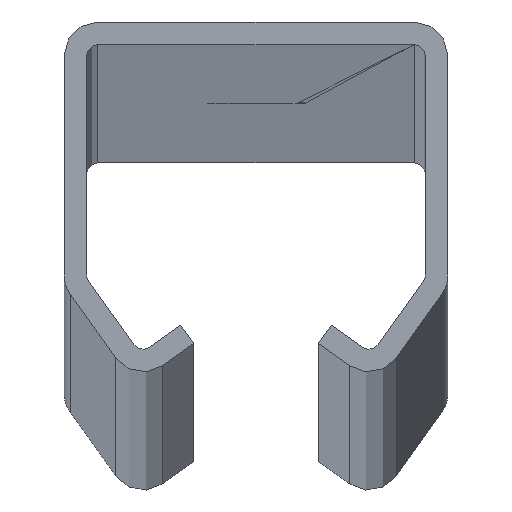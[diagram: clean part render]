
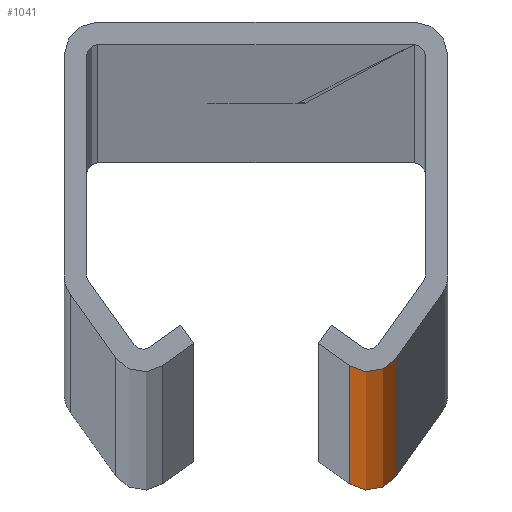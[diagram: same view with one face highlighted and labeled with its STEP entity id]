
A CAD part, top view. The second image highlights one B-rep face of the part: STEP entity #1041.
In plain terms, the highlighted cylindrical face has radius 3 mm (diameter 6 mm), a partial arc.
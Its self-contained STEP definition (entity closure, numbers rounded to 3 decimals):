
#243 = LINE ( 'NONE', #11770, #394 ) ;
#394 = VECTOR ( 'NONE', #6759, 1000. ) ;
#1041 = ADVANCED_FACE ( 'NONE', ( #11323 ), #3207, .T. ) ;
#1380 = EDGE_CURVE ( 'NONE', #1796, #8580, #12081, .T. ) ;
#1796 = VERTEX_POINT ( 'NONE', #9138 ) ;
#2061 = AXIS2_PLACEMENT_3D ( 'NONE', #4942, #9082, #5990 ) ;
#2682 = CARTESIAN_POINT ( 'NONE',  ( 12.44, 1.255, 3000. ) ) ;
#3207 = CYLINDRICAL_SURFACE ( 'NONE', #12327, 3. ) ;
#3315 = DIRECTION ( 'NONE',  ( 0., 0., 1. ) ) ;
#4280 = VERTEX_POINT ( 'NONE', #7958 ) ;
#4361 = CARTESIAN_POINT ( 'NONE',  ( 10., 3., -3000. ) ) ;
#4942 = CARTESIAN_POINT ( 'NONE',  ( 10., 3., 3000. ) ) ;
#5278 = VECTOR ( 'NONE', #5571, 1000. ) ;
#5571 = DIRECTION ( 'NONE',  ( 0., 0., -1. ) ) ;
#5782 = EDGE_LOOP ( 'NONE', ( #12469, #7770, #10048, #11541 ) ) ;
#5990 = DIRECTION ( 'NONE',  ( -1., 0., 0. ) ) ;
#6651 = CARTESIAN_POINT ( 'NONE',  ( 10., 3., 3000. ) ) ;
#6759 = DIRECTION ( 'NONE',  ( 0., 0., -1. ) ) ;
#7034 = LINE ( 'NONE', #2682, #5278 ) ;
#7513 = EDGE_CURVE ( 'NONE', #8645, #4280, #11252, .T. ) ;
#7770 = ORIENTED_EDGE ( 'NONE', *, *, #12329, .F. ) ;
#7861 = DIRECTION ( 'NONE',  ( 0., 0., -1. ) ) ;
#7958 = CARTESIAN_POINT ( 'NONE',  ( 12.44, 1.255, 3000. ) ) ;
#8580 = VERTEX_POINT ( 'NONE', #10293 ) ;
#8645 = VERTEX_POINT ( 'NONE', #10552 ) ;
#9030 = AXIS2_PLACEMENT_3D ( 'NONE', #4361, #3315, #12233 ) ;
#9082 = DIRECTION ( 'NONE',  ( 0., 0., 1. ) ) ;
#9138 = CARTESIAN_POINT ( 'NONE',  ( 8.255, 0.56, -3000. ) ) ;
#10048 = ORIENTED_EDGE ( 'NONE', *, *, #7513, .F. ) ;
#10293 = CARTESIAN_POINT ( 'NONE',  ( 12.44, 1.255, -3000. ) ) ;
#10552 = CARTESIAN_POINT ( 'NONE',  ( 8.255, 0.56, 3000. ) ) ;
#11252 = CIRCLE ( 'NONE', #2061, 3. ) ;
#11323 = FACE_OUTER_BOUND ( 'NONE', #5782, .T. ) ;
#11325 = EDGE_CURVE ( 'NONE', #8645, #1796, #243, .T. ) ;
#11541 = ORIENTED_EDGE ( 'NONE', *, *, #11325, .T. ) ;
#11770 = CARTESIAN_POINT ( 'NONE',  ( 8.255, 0.56, 3000. ) ) ;
#11836 = DIRECTION ( 'NONE',  ( -1., 0., 0. ) ) ;
#12081 = CIRCLE ( 'NONE', #9030, 3. ) ;
#12233 = DIRECTION ( 'NONE',  ( -1., 0., 0. ) ) ;
#12327 = AXIS2_PLACEMENT_3D ( 'NONE', #6651, #7861, #11836 ) ;
#12329 = EDGE_CURVE ( 'NONE', #4280, #8580, #7034, .T. ) ;
#12469 = ORIENTED_EDGE ( 'NONE', *, *, #1380, .T. ) ;
